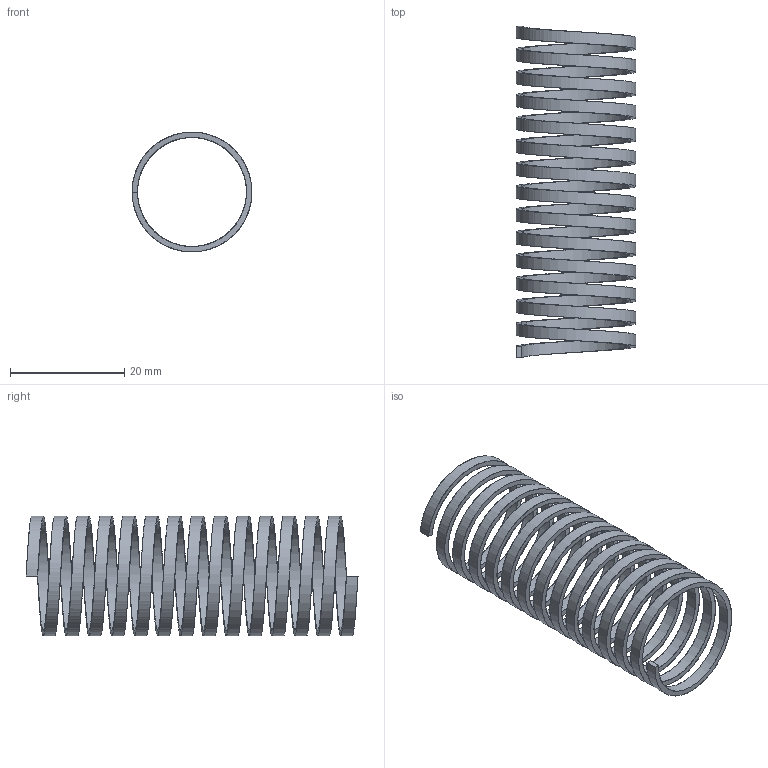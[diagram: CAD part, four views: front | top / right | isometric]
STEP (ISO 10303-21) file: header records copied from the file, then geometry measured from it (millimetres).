
FILE_DESCRIPTION(/* description */ (''),/* implementation_level */ '2;1');
FILE_NAME(/* name */ 'Helisa.stp',/* time_stamp */ '2019-01-17T15:39:46+01:00',/* author */ ('Lukasz Filipiak'),/* organization */ (''),/* preprocessor_version */ 'ST-DEVELOPER v16.5',/* originating_system */ 'Autodesk Inventor 2017',/* authorisation */ '');
FILE_SCHEMA (('AUTOMOTIVE_DESIGN { 1 0 10303 214 3 1 1 }'));
Length unit declared in the file: millimetre
Products named in the file (1): Część5
Bounding box: 20.94 x 58.04 x 20.94 mm (x, y, z)
Volume: 1621.1 mm3; surface area: 15453.4 mm2
Topology: 2 solids, 2 shells, 16 faces, 36 edges, 24 vertices
Faces by surface type: cylinder 6, bspline 6, plane 4
Entity records: 6864 total; most frequent: CARTESIAN_POINT 6503, ORIENTED_EDGE 72, DIRECTION 46, EDGE_CURVE 36, LINE 24, VECTOR 24, VERTEX_POINT 24, EDGE_LOOP 18
